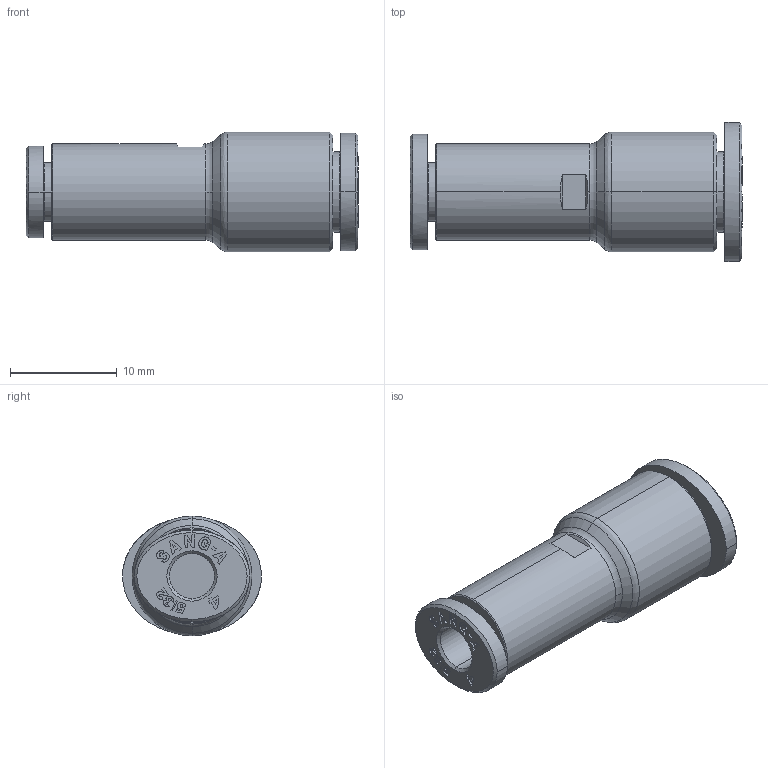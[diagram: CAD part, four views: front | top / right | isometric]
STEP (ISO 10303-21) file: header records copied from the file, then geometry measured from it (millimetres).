
FILE_DESCRIPTION (( 'STEP AP214' ), '1' );
FILE_NAME ('PG06-04.stp', '2015-08-18T11:33:56', ( '' ), ( '' ), 'SwSTEP 2.0', 'SolidWorks 2015', '' );
FILE_SCHEMA (( 'AUTOMOTIVE_DESIGN' ));
Length unit declared in the file: millimetre
Products named in the file (2): ｦ+ﾃｦ1; PG06-04
Assembly tree (1 placements, depth 2):
  PG06-04
    ｦ+ﾃｦ1
Bounding box: 31.05 x 13 x 11.2 mm (x, y, z)
Volume: 1721 mm3; surface area: 1853.9 mm2
Topology: 1 solids, 1 shells, 606 faces, 1708 edges, 1134 vertices
Faces by surface type: plane 501, bspline 64, cylinder 27, cone 12, torus 2
Entity records: 21461 total; most frequent: CARTESIAN_POINT 6075, ORIENTED_EDGE 3416, DIRECTION 2724, EDGE_CURVE 1708, VECTOR 1476, LINE 1476, VERTEX_POINT 1134, EDGE_LOOP 636
